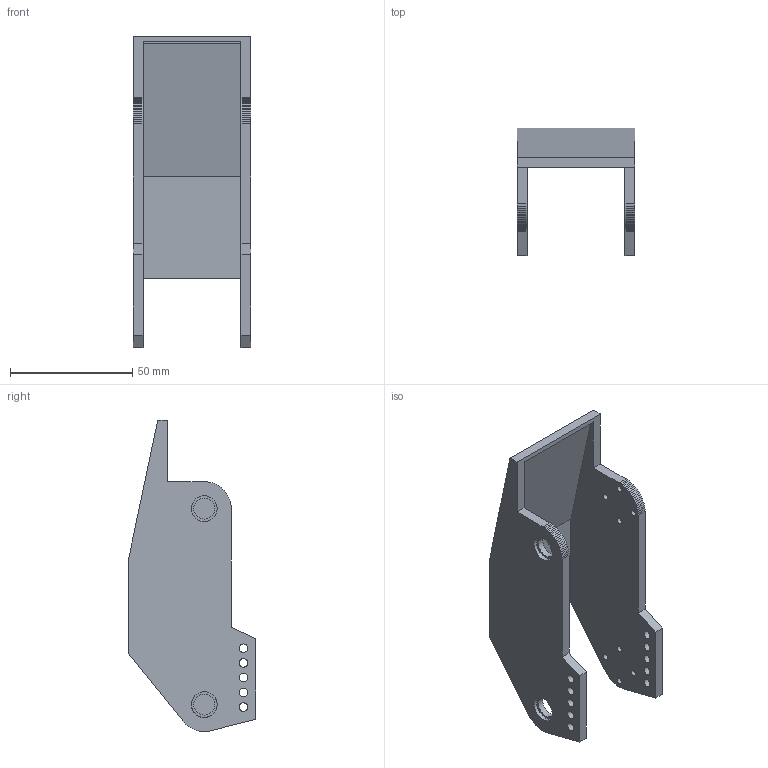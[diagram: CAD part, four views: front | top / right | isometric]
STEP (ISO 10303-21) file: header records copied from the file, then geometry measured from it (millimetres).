
FILE_DESCRIPTION(('FreeCAD Model'),'2;1');
FILE_NAME('pierna2.step', '2015-03-04T18:47:41',('FreeCAD'),('FreeCAD'), 'Open CASCADE STEP processor 6.7','FreeCAD','Unknown');
FILE_SCHEMA(('AUTOMOTIVE_DESIGN_CC2 { 1 2 10303 214 -1 1 5 4 }'));
Length unit declared in the file: millimetre
Products named in the file (1): pierna2
Bounding box: 48 x 52 x 127 mm (x, y, z)
Volume: 44779 mm3; surface area: 27642.8 mm2
Topology: 1 solids, 1 shells, 117 faces, 344 edges, 231 vertices
Faces by surface type: plane 95, cylinder 22
Full cylindrical faces by diameter (mm): 2.5 x8, 3.5 x10, 8.5 x2, 10.5 x2
Entity records: 8412 total; most frequent: CARTESIAN_POINT 1607, DIRECTION 1201, LINE 840, VECTOR 840, ORIENTED_EDGE 688, PCURVE 688, DEFINITIONAL_REPRESENTATION 688, EDGE_CURVE 344
